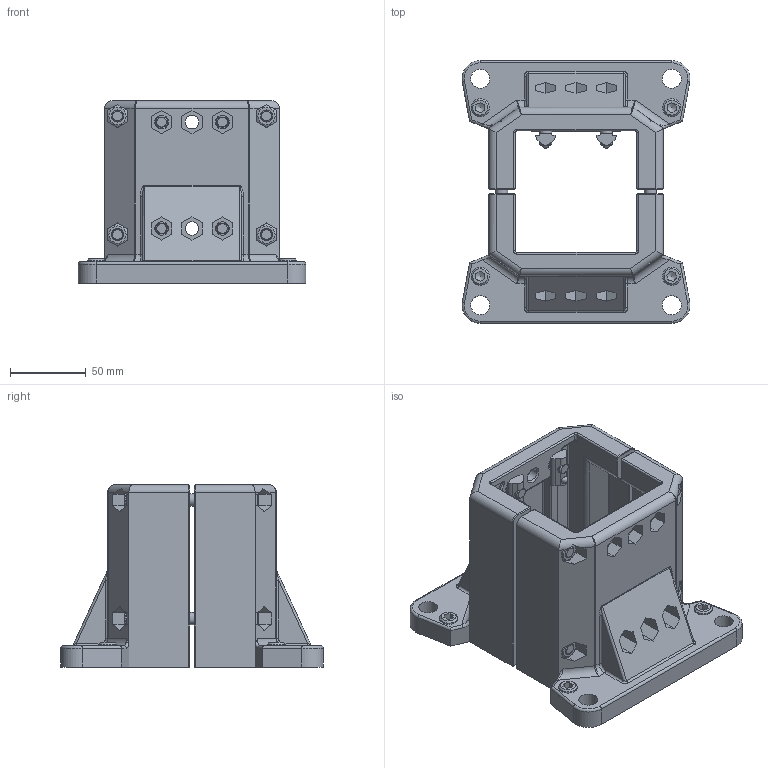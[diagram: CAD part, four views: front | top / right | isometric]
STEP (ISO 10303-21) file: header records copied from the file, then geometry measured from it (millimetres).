
FILE_DESCRIPTION((''),'2;1');
FILE_NAME('SZ8082N.stp','2012-11-24T11:43:05',('marina kaa'),(''),'Autodesk Inventor 2012','Autodesk Inventor 2012','');
FILE_SCHEMA(('AUTOMOTIVE_DESIGN { 1 0 10303 214 1 1 1 1 }'));
Length unit declared in the file: millimetre
Products named in the file (1): SZ8082_K
Bounding box: 149.99 x 173 x 120 mm (x, y, z)
Volume: 647792.7 mm3; surface area: 173102.6 mm2
Topology: 5 solids, 5 shells, 1096 faces, 2712 edges, 1652 vertices
Faces by surface type: plane 476, cylinder 344, torus 96, bspline 92, cone 76, sphere 12
Full cylindrical faces by diameter (mm): 4.5 x4, 5.1 x4, 8 x8, 9 x20, 10.106 x4, 12 x4, 12.5 x4, 13 x8
Entity records: 37087 total; most frequent: CARTESIAN_POINT 11235, DIRECTION 5180, ORIENTED_EDGE 4972, EDGE_CURVE 2486, AXIS2_PLACEMENT_3D 1929, VERTEX_POINT 1588, VECTOR 1322, LINE 1322
